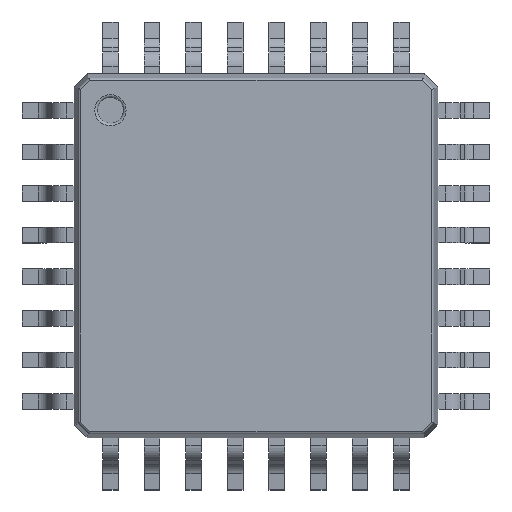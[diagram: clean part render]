
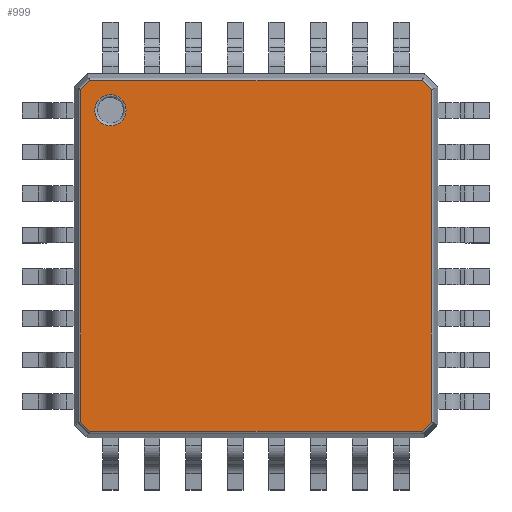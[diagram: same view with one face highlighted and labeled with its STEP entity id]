
A CAD part, top view. The second image highlights one B-rep face of the part: STEP entity #999.
In plain terms, the highlighted planar face has unit normal (0, 0, 1).
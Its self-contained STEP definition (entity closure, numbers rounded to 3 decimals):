
#757 = VERTEX_POINT('',#758);
#758 = CARTESIAN_POINT('',(3.37,-3.196,1.1));
#765 = EDGE_CURVE('',#757,#766,#768,.T.);
#766 = VERTEX_POINT('',#767);
#767 = CARTESIAN_POINT('',(3.37,3.196,1.1));
#768 = LINE('',#769,#770);
#769 = CARTESIAN_POINT('',(3.37,-3.213,1.1));
#770 = VECTOR('',#771,1.);
#771 = DIRECTION('',(0.,1.,0.));
#954 = EDGE_CURVE('',#766,#955,#957,.T.);
#955 = VERTEX_POINT('',#956);
#956 = CARTESIAN_POINT('',(3.196,3.37,1.1));
#957 = LINE('',#958,#959);
#958 = CARTESIAN_POINT('',(3.382,3.184,1.1));
#959 = VECTOR('',#960,1.);
#960 = DIRECTION('',(-0.707,0.707,0.));
#979 = EDGE_CURVE('',#757,#980,#982,.T.);
#980 = VERTEX_POINT('',#981);
#981 = CARTESIAN_POINT('',(3.196,-3.37,1.1));
#982 = LINE('',#983,#984);
#983 = CARTESIAN_POINT('',(3.382,-3.184,1.1));
#984 = VECTOR('',#985,1.);
#985 = DIRECTION('',(-0.707,-0.707,0.));
#999 = ADVANCED_FACE('',(#1000,#1043),#1054,.T.);
#1000 = FACE_BOUND('',#1001,.T.);
#1001 = EDGE_LOOP('',(#1002,#1010,#1018,#1026,#1034,#1040,#1041,#1042));
#1002 = ORIENTED_EDGE('',*,*,#1003,.T.);
#1003 = EDGE_CURVE('',#955,#1004,#1006,.T.);
#1004 = VERTEX_POINT('',#1005);
#1005 = CARTESIAN_POINT('',(-3.196,3.37,1.1));
#1006 = LINE('',#1007,#1008);
#1007 = CARTESIAN_POINT('',(3.213,3.37,1.1));
#1008 = VECTOR('',#1009,1.);
#1009 = DIRECTION('',(-1.,0.,0.));
#1010 = ORIENTED_EDGE('',*,*,#1011,.F.);
#1011 = EDGE_CURVE('',#1012,#1004,#1014,.T.);
#1012 = VERTEX_POINT('',#1013);
#1013 = CARTESIAN_POINT('',(-3.37,3.196,1.1));
#1014 = LINE('',#1015,#1016);
#1015 = CARTESIAN_POINT('',(-3.382,3.184,1.1));
#1016 = VECTOR('',#1017,1.);
#1017 = DIRECTION('',(0.707,0.707,0.));
#1018 = ORIENTED_EDGE('',*,*,#1019,.T.);
#1019 = EDGE_CURVE('',#1012,#1020,#1022,.T.);
#1020 = VERTEX_POINT('',#1021);
#1021 = CARTESIAN_POINT('',(-3.37,-3.196,1.1));
#1022 = LINE('',#1023,#1024);
#1023 = CARTESIAN_POINT('',(-3.37,3.213,1.1));
#1024 = VECTOR('',#1025,1.);
#1025 = DIRECTION('',(0.,-1.,0.));
#1026 = ORIENTED_EDGE('',*,*,#1027,.F.);
#1027 = EDGE_CURVE('',#1028,#1020,#1030,.T.);
#1028 = VERTEX_POINT('',#1029);
#1029 = CARTESIAN_POINT('',(-3.196,-3.37,1.1));
#1030 = LINE('',#1031,#1032);
#1031 = CARTESIAN_POINT('',(-3.184,-3.382,1.1));
#1032 = VECTOR('',#1033,1.);
#1033 = DIRECTION('',(-0.707,0.707,0.));
#1034 = ORIENTED_EDGE('',*,*,#1035,.T.);
#1035 = EDGE_CURVE('',#1028,#980,#1036,.T.);
#1036 = LINE('',#1037,#1038);
#1037 = CARTESIAN_POINT('',(-3.213,-3.37,1.1));
#1038 = VECTOR('',#1039,1.);
#1039 = DIRECTION('',(1.,0.,0.));
#1040 = ORIENTED_EDGE('',*,*,#979,.F.);
#1041 = ORIENTED_EDGE('',*,*,#765,.T.);
#1042 = ORIENTED_EDGE('',*,*,#954,.T.);
#1043 = FACE_BOUND('',#1044,.T.);
#1044 = EDGE_LOOP('',(#1045));
#1045 = ORIENTED_EDGE('',*,*,#1046,.F.);
#1046 = EDGE_CURVE('',#1047,#1047,#1049,.T.);
#1047 = VERTEX_POINT('',#1048);
#1048 = CARTESIAN_POINT('',(-2.5,2.8,1.1));
#1049 = CIRCLE('',#1050,0.3);
#1050 = AXIS2_PLACEMENT_3D('',#1051,#1052,#1053);
#1051 = CARTESIAN_POINT('',(-2.8,2.8,1.1));
#1052 = DIRECTION('',(0.,0.,1.));
#1053 = DIRECTION('',(1.,0.,0.));
#1054 = PLANE('',#1055);
#1055 = AXIS2_PLACEMENT_3D('',#1056,#1057,#1058);
#1056 = CARTESIAN_POINT('',(0.,0.,1.1));
#1057 = DIRECTION('',(0.,0.,1.));
#1058 = DIRECTION('',(1.,0.,0.));
